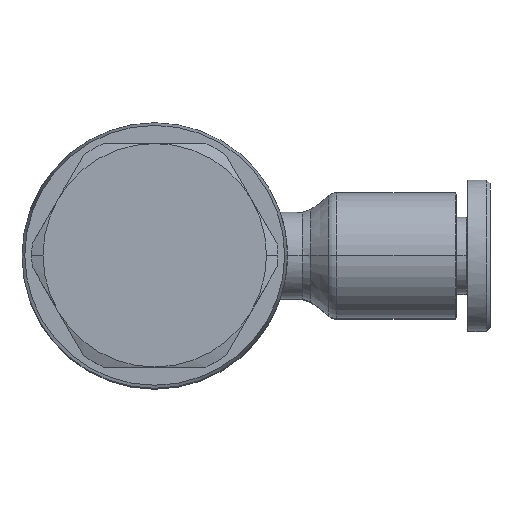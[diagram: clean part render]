
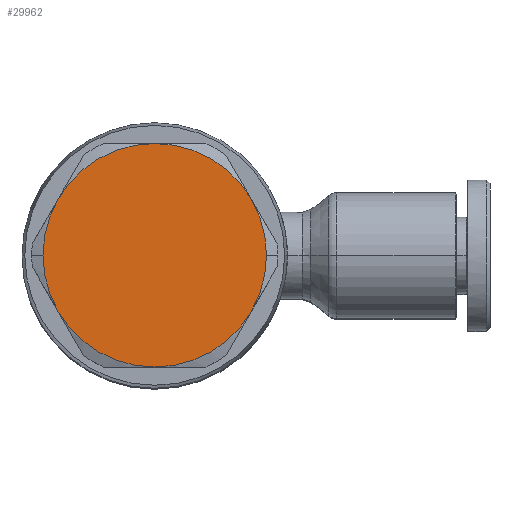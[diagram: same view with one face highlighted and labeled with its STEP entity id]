
A CAD part, top view. The second image highlights one B-rep face of the part: STEP entity #29962.
In plain terms, the highlighted planar face has unit normal (0, 0, 1).
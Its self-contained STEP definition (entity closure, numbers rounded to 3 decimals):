
#1828=CARTESIAN_POINT('',(-6.6,0.,12.));
#1829=VERTEX_POINT('',#1828);
#1837=CARTESIAN_POINT('',(-5.528,-4.,12.));
#1838=VERTEX_POINT('',#1837);
#1852=CARTESIAN_POINT('',(1.4,0.,12.));
#1853=DIRECTION('',(0.0,0.0,1.0));
#1854=DIRECTION('',(1.0,0.0,0.0));
#1855=AXIS2_PLACEMENT_3D('',#1852,#1853,#1854);
#1856=CIRCLE('',#1855,8.);
#1857=EDGE_CURVE('',#1829,#1838,#1856,.T.);
#1867=CARTESIAN_POINT('',(9.4,0.,12.0));
#1868=VERTEX_POINT('',#1867);
#1875=CARTESIAN_POINT('',(8.328,-4.,12.));
#1876=VERTEX_POINT('',#1875);
#1877=CARTESIAN_POINT('',(1.4,0.,12.));
#1878=DIRECTION('',(0.0,0.0,1.0));
#1879=DIRECTION('',(1.0,0.0,0.0));
#1880=AXIS2_PLACEMENT_3D('',#1877,#1878,#1879);
#1881=CIRCLE('',#1880,8.);
#1882=EDGE_CURVE('',#1876,#1868,#1881,.T.);
#29356=CARTESIAN_POINT('',(8.328,4.,12.));
#29357=VERTEX_POINT('',#29356);
#29380=CARTESIAN_POINT('',(1.4,8.0,12.));
#29381=VERTEX_POINT('',#29380);
#29395=CARTESIAN_POINT('',(1.4,0.,12.));
#29396=DIRECTION('',(0.0,0.0,1.0));
#29397=DIRECTION('',(1.0,0.0,0.0));
#29398=AXIS2_PLACEMENT_3D('',#29395,#29396,#29397);
#29399=CIRCLE('',#29398,8.);
#29400=EDGE_CURVE('',#29357,#29381,#29399,.T.);
#29433=CARTESIAN_POINT('',(1.4,0.,12.));
#29434=DIRECTION('',(0.0,0.0,1.0));
#29435=DIRECTION('',(1.0,0.0,0.0));
#29436=AXIS2_PLACEMENT_3D('',#29433,#29434,#29435);
#29437=CIRCLE('',#29436,8.);
#29438=EDGE_CURVE('',#1868,#29357,#29437,.T.);
#29450=CARTESIAN_POINT('',(1.4,-8.0,12.));
#29451=VERTEX_POINT('',#29450);
#29487=CARTESIAN_POINT('',(1.4,0.,12.));
#29488=DIRECTION('',(0.0,0.0,1.0));
#29489=DIRECTION('',(1.0,0.0,0.0));
#29490=AXIS2_PLACEMENT_3D('',#29487,#29488,#29489);
#29491=CIRCLE('',#29490,8.);
#29492=EDGE_CURVE('',#29451,#1876,#29491,.T.);
#29517=CARTESIAN_POINT('',(1.4,0.,12.));
#29518=DIRECTION('',(0.0,0.0,1.0));
#29519=DIRECTION('',(1.0,0.0,0.0));
#29520=AXIS2_PLACEMENT_3D('',#29517,#29518,#29519);
#29521=CIRCLE('',#29520,8.);
#29522=EDGE_CURVE('',#1838,#29451,#29521,.T.);
#29555=CARTESIAN_POINT('',(-5.528,4.,12.));
#29556=VERTEX_POINT('',#29555);
#29557=CARTESIAN_POINT('',(1.4,0.,12.));
#29558=DIRECTION('',(0.0,0.0,1.0));
#29559=DIRECTION('',(1.0,0.0,0.0));
#29560=AXIS2_PLACEMENT_3D('',#29557,#29558,#29559);
#29561=CIRCLE('',#29560,8.);
#29562=EDGE_CURVE('',#29556,#1829,#29561,.T.);
#29609=CARTESIAN_POINT('',(1.4,0.,12.));
#29610=DIRECTION('',(0.0,0.0,1.0));
#29611=DIRECTION('',(1.0,0.0,0.0));
#29612=AXIS2_PLACEMENT_3D('',#29609,#29610,#29611);
#29613=CIRCLE('',#29612,8.);
#29614=EDGE_CURVE('',#29381,#29556,#29613,.T.);
#29947=CARTESIAN_POINT('',(6.15,0.,12.));
#29948=DIRECTION('',(0.0,0.0,1.0));
#29949=DIRECTION('',(-1.0,0.0,0.0));
#29950=AXIS2_PLACEMENT_3D('',#29947,#29948,#29949);
#29951=PLANE('',#29950);
#29952=ORIENTED_EDGE('',*,*,#29614,.T.);
#29953=ORIENTED_EDGE('',*,*,#29562,.T.);
#29954=ORIENTED_EDGE('',*,*,#1857,.T.);
#29955=ORIENTED_EDGE('',*,*,#29522,.T.);
#29956=ORIENTED_EDGE('',*,*,#29492,.T.);
#29957=ORIENTED_EDGE('',*,*,#1882,.T.);
#29958=ORIENTED_EDGE('',*,*,#29438,.T.);
#29959=ORIENTED_EDGE('',*,*,#29400,.T.);
#29960=EDGE_LOOP('',(#29952,#29953,#29954,#29955,#29956,#29957,#29958,#29959));
#29961=FACE_OUTER_BOUND('',#29960,.T.);
#29962=ADVANCED_FACE('',(#29961),#29951,.T.);
